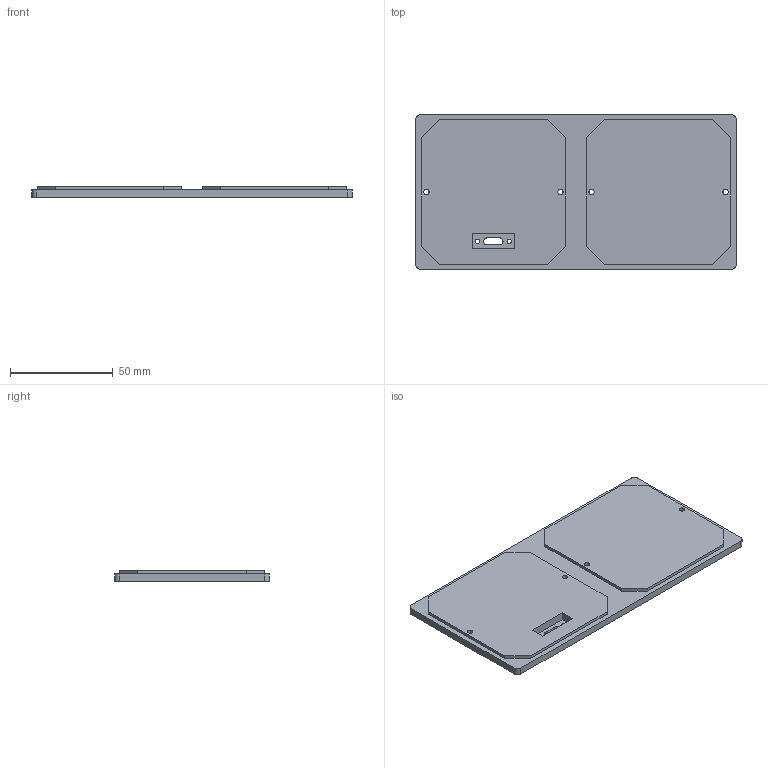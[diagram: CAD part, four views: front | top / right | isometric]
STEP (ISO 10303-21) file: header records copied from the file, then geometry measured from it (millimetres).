
FILE_DESCRIPTION (( 'STEP AP203' ), '1' );
FILE_NAME ('meter-back-panel-double.STEP', '2025-08-09T14:24:02', ( '' ), ( '' ), 'SwSTEP 2.0', 'SolidWorks 2019', '' );
FILE_SCHEMA (( 'CONFIG_CONTROL_DESIGN' ));
Length unit declared in the file: millimetre
Products named in the file (1): meter-back-panel-double
Bounding box: 156 x 75.5 x 5 mm (x, y, z)
Volume: 54724.1 mm3; surface area: 26335.2 mm2
Topology: 1 solids, 1 shells, 62 faces, 159 edges, 106 vertices
Faces by surface type: plane 35, cylinder 27
Entity records: 2002 total; most frequent: DIRECTION 339, CARTESIAN_POINT 328, ORIENTED_EDGE 318, EDGE_CURVE 159, AXIS2_PLACEMENT_3D 117, VERTEX_POINT 106, LINE 105, VECTOR 105
